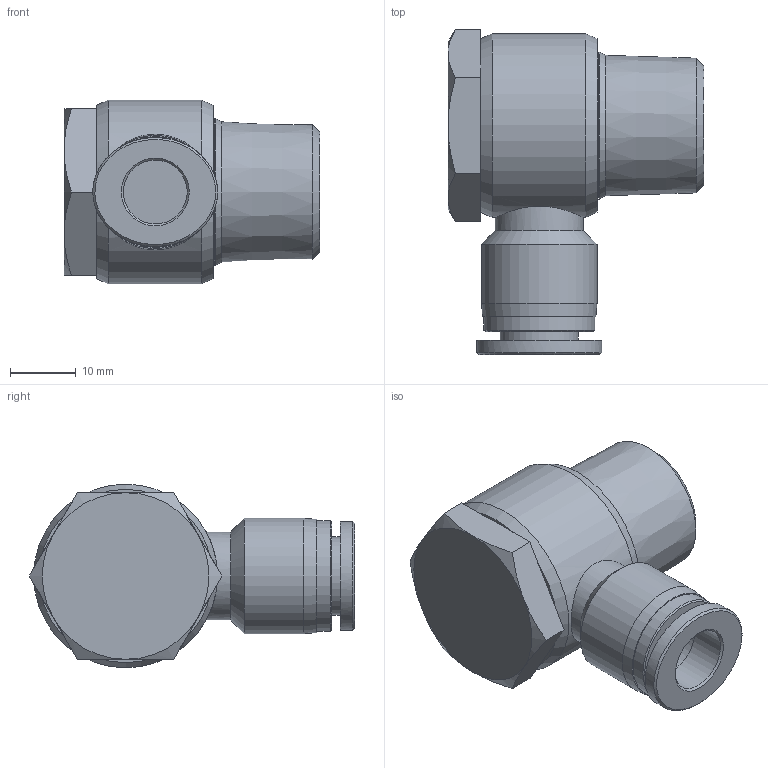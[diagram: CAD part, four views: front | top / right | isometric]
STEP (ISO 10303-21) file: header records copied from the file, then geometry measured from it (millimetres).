
FILE_DESCRIPTION((''),'2;1');
FILE_NAME('PH 3_8-N04U.stp','2016-10-12T10:08:52',('Administrator'),(''),'Autodesk Inventor 2013','Autodesk Inventor 2013','');
FILE_SCHEMA(('CONFIG_CONTROL_DESIGN'));
Length unit declared in the file: millimetre
Products named in the file (4): PH 3_8-N04U; NH BODY NPT1_2; NSE 3_8-04 BODY; SLEEVE N3_8L
Assembly tree (3 placements, depth 2):
  PH 3_8-N04U
    NH BODY NPT1_2
    NSE 3_8-04 BODY
    SLEEVE N3_8L
Bounding box: 39 x 49.56 x 28 mm (x, y, z)
Volume: 28936.2 mm3; surface area: 8891.6 mm2
Topology: 3 solids, 3 shells, 48 faces, 88 edges, 53 vertices
Faces by surface type: plane 20, cone 15, cylinder 11, bspline 2
Full cylindrical faces by diameter (mm): 9.75 x2, 11.9 x1, 13.4 x1, 16.9 x1, 17.6 x1, 21.8 x1, 22 x1, 22.4 x1, 24 x1, 28 x1
Entity records: 1284 total; most frequent: CARTESIAN_POINT 343, DIRECTION 191, ORIENTED_EDGE 128, AXIS2_PLACEMENT_3D 89, EDGE_LOOP 79, EDGE_CURVE 64, VERTEX_POINT 51, FACE_OUTER_BOUND 48
